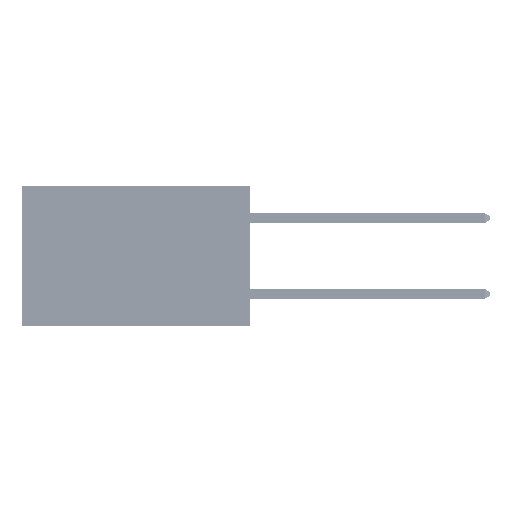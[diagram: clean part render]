
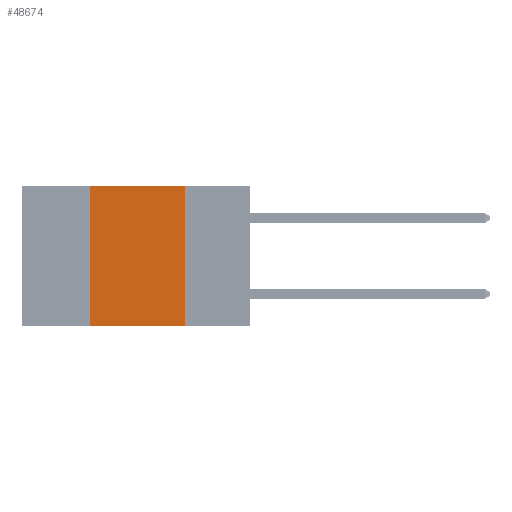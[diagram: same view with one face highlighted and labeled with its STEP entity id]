
A CAD part, left-side view. The second image highlights one B-rep face of the part: STEP entity #48674.
In plain terms, the highlighted planar face has unit normal (-1, 0, 0).
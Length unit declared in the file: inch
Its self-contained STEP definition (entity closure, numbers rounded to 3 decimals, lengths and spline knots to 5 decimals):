
#1751 = ORIENTED_EDGE ( 'NONE', *, *, #43359, .F. ) ;
#3686 = VECTOR ( 'NONE', #23454, 39.37008 ) ;
#5943 = LINE ( 'NONE', #15620, #3686 ) ;
#6608 = EDGE_CURVE ( 'NONE', #33320, #31270, #47501, .T. ) ;
#7802 = CARTESIAN_POINT ( 'NONE',  ( 0., 0.17, -0.37 ) ) ;
#8147 = FACE_OUTER_BOUND ( 'NONE', #28998, .T. ) ;
#10243 = EDGE_CURVE ( 'NONE', #14662, #12183, #26722, .T. ) ;
#11638 = VECTOR ( 'NONE', #43564, 39.37008 ) ;
#12183 = VERTEX_POINT ( 'NONE', #7802 ) ;
#14662 = VERTEX_POINT ( 'NONE', #20155 ) ;
#15620 = CARTESIAN_POINT ( 'NONE',  ( 0., 0.42, 0. ) ) ;
#17747 = ORIENTED_EDGE ( 'NONE', *, *, #10243, .T. ) ;
#20155 = CARTESIAN_POINT ( 'NONE',  ( 0., 0.42, -0.37 ) ) ;
#23454 = DIRECTION ( 'NONE',  ( 0., 0., 1. ) ) ;
#24159 = CARTESIAN_POINT ( 'NONE',  ( 0., 0.6, 0. ) ) ;
#24839 = VECTOR ( 'NONE', #51317, 39.37008 ) ;
#25132 = CARTESIAN_POINT ( 'NONE',  ( 0., 0.6, 0. ) ) ;
#26722 = LINE ( 'NONE', #45875, #27283 ) ;
#27283 = VECTOR ( 'NONE', #38771, 39.37008 ) ;
#28817 = PLANE ( 'NONE',  #44638 ) ;
#28998 = EDGE_LOOP ( 'NONE', ( #1751, #29348, #50154, #17747 ) ) ;
#29348 = ORIENTED_EDGE ( 'NONE', *, *, #6608, .F. ) ;
#31270 = VERTEX_POINT ( 'NONE', #37200 ) ;
#31642 = LINE ( 'NONE', #47642, #24839 ) ;
#33320 = VERTEX_POINT ( 'NONE', #50756 ) ;
#37200 = CARTESIAN_POINT ( 'NONE',  ( 0., 0.17, 0. ) ) ;
#38771 = DIRECTION ( 'NONE',  ( 0., -1., 0. ) ) ;
#40363 = DIRECTION ( 'NONE',  ( 0., 0., -1. ) ) ;
#41127 = DIRECTION ( 'NONE',  ( 1., 0., 0. ) ) ;
#43359 = EDGE_CURVE ( 'NONE', #31270, #12183, #31642, .T. ) ;
#43564 = DIRECTION ( 'NONE',  ( 0., -1., 0. ) ) ;
#44638 = AXIS2_PLACEMENT_3D ( 'NONE', #25132, #41127, #40363 ) ;
#45875 = CARTESIAN_POINT ( 'NONE',  ( 0., 0.6, -0.37 ) ) ;
#47501 = LINE ( 'NONE', #24159, #11638 ) ;
#47642 = CARTESIAN_POINT ( 'NONE',  ( 0., 0.17, 0. ) ) ;
#48674 = ADVANCED_FACE ( 'NONE', ( #8147 ), #28817, .F. ) ;
#49327 = EDGE_CURVE ( 'NONE', #14662, #33320, #5943, .T. ) ;
#50154 = ORIENTED_EDGE ( 'NONE', *, *, #49327, .F. ) ;
#50756 = CARTESIAN_POINT ( 'NONE',  ( 0., 0.42, 0. ) ) ;
#51317 = DIRECTION ( 'NONE',  ( 0., 0., -1. ) ) ;
